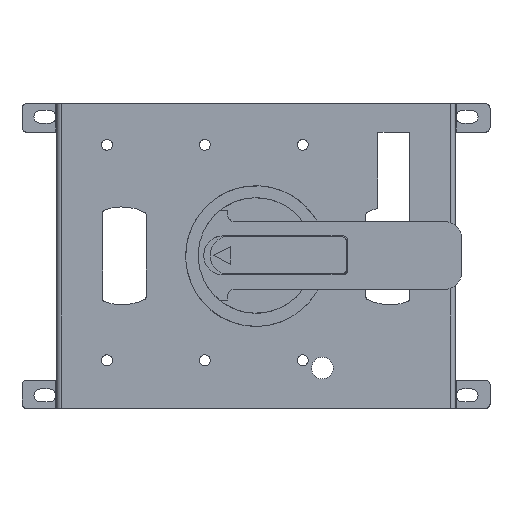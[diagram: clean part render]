
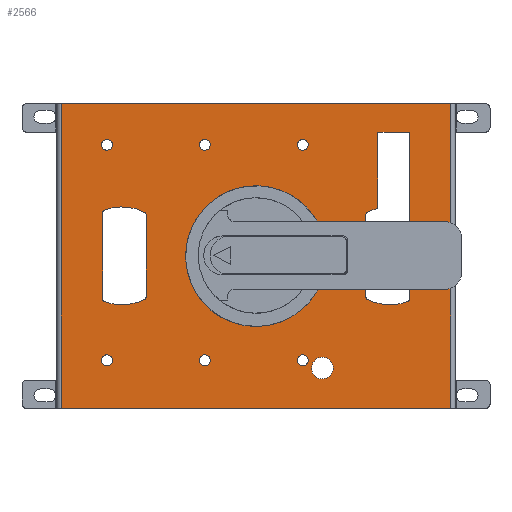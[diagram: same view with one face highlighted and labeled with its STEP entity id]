
A CAD part, top view. The second image highlights one B-rep face of the part: STEP entity #2566.
In plain terms, the highlighted planar face has unit normal (0, 0, 1).
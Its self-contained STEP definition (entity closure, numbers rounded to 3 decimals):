
#889=FACE_BOUND('',#5008,.T.);
#890=FACE_BOUND('',#5009,.T.);
#891=FACE_BOUND('',#5010,.T.);
#892=FACE_BOUND('',#5011,.T.);
#893=FACE_BOUND('',#5012,.T.);
#894=FACE_BOUND('',#5013,.T.);
#895=FACE_BOUND('',#5014,.T.);
#896=FACE_BOUND('',#5015,.T.);
#897=FACE_BOUND('',#5016,.T.);
#898=FACE_BOUND('',#5017,.T.);
#899=FACE_BOUND('',#5018,.T.);
#1652=CIRCLE('',#18351,5.);
#1653=CIRCLE('',#18352,2.5);
#1654=CIRCLE('',#18353,2.5);
#1655=CIRCLE('',#18354,2.5);
#1656=CIRCLE('',#18355,2.5);
#1657=CIRCLE('',#18356,2.5);
#1658=CIRCLE('',#18357,22.5);
#1659=CIRCLE('',#18358,1.);
#1660=CIRCLE('',#18359,1.);
#1661=CIRCLE('',#18360,22.5);
#1662=CIRCLE('',#18361,1.);
#1663=CIRCLE('',#18362,1.);
#1664=CIRCLE('',#18363,12.);
#1665=CIRCLE('',#18364,1.);
#1666=CIRCLE('',#18365,22.5);
#1667=CIRCLE('',#18366,1.);
#1668=CIRCLE('',#18367,1.);
#1669=CIRCLE('',#18368,22.5);
#1670=CIRCLE('',#18369,2.5);
#2566=ADVANCED_FACE('',(#889,#890,#891,#892,#893,#894,#895,#896,#897,#898,
#899),#3323,.T.);
#3323=PLANE('',#18370);
#5008=EDGE_LOOP('',(#8665));
#5009=EDGE_LOOP('',(#8666));
#5010=EDGE_LOOP('',(#8667));
#5011=EDGE_LOOP('',(#8668));
#5012=EDGE_LOOP('',(#8669));
#5013=EDGE_LOOP('',(#8670));
#5014=EDGE_LOOP('',(#8671,#8672,#8673,#8674,#8675,#8676,#8677,#8678));
#5015=EDGE_LOOP('',(#8679));
#5016=EDGE_LOOP('',(#8680,#8681,#8682,#8683));
#5017=EDGE_LOOP('',(#8684,#8685,#8686,#8687,#8688,#8689,#8690,#8691,#8692));
#5018=EDGE_LOOP('',(#8693));
#8665=ORIENTED_EDGE('',*,*,#13805,.F.);
#8666=ORIENTED_EDGE('',*,*,#13806,.F.);
#8667=ORIENTED_EDGE('',*,*,#13807,.F.);
#8668=ORIENTED_EDGE('',*,*,#13808,.F.);
#8669=ORIENTED_EDGE('',*,*,#13809,.T.);
#8670=ORIENTED_EDGE('',*,*,#13810,.F.);
#8671=ORIENTED_EDGE('',*,*,#13811,.T.);
#8672=ORIENTED_EDGE('',*,*,#13812,.T.);
#8673=ORIENTED_EDGE('',*,*,#13813,.T.);
#8674=ORIENTED_EDGE('',*,*,#13814,.T.);
#8675=ORIENTED_EDGE('',*,*,#13815,.T.);
#8676=ORIENTED_EDGE('',*,*,#13816,.T.);
#8677=ORIENTED_EDGE('',*,*,#13817,.T.);
#8678=ORIENTED_EDGE('',*,*,#13818,.T.);
#8679=ORIENTED_EDGE('',*,*,#13819,.F.);
#8680=ORIENTED_EDGE('',*,*,#13820,.F.);
#8681=ORIENTED_EDGE('',*,*,#13821,.T.);
#8682=ORIENTED_EDGE('',*,*,#13822,.T.);
#8683=ORIENTED_EDGE('',*,*,#13823,.T.);
#8684=ORIENTED_EDGE('',*,*,#13824,.F.);
#8685=ORIENTED_EDGE('',*,*,#13825,.T.);
#8686=ORIENTED_EDGE('',*,*,#13826,.T.);
#8687=ORIENTED_EDGE('',*,*,#13827,.T.);
#8688=ORIENTED_EDGE('',*,*,#13828,.T.);
#8689=ORIENTED_EDGE('',*,*,#13829,.T.);
#8690=ORIENTED_EDGE('',*,*,#13830,.T.);
#8691=ORIENTED_EDGE('',*,*,#13831,.T.);
#8692=ORIENTED_EDGE('',*,*,#13832,.F.);
#8693=ORIENTED_EDGE('',*,*,#13833,.T.);
#11650=VERTEX_POINT('',#33409);
#11651=VERTEX_POINT('',#33411);
#11652=VERTEX_POINT('',#33413);
#11653=VERTEX_POINT('',#33415);
#11654=VERTEX_POINT('',#33417);
#11655=VERTEX_POINT('',#33419);
#11656=VERTEX_POINT('',#33421);
#11657=VERTEX_POINT('',#33422);
#11658=VERTEX_POINT('',#33424);
#11659=VERTEX_POINT('',#33426);
#11660=VERTEX_POINT('',#33428);
#11661=VERTEX_POINT('',#33430);
#11662=VERTEX_POINT('',#33432);
#11663=VERTEX_POINT('',#33434);
#11664=VERTEX_POINT('',#33437);
#11665=VERTEX_POINT('',#33439);
#11666=VERTEX_POINT('',#33440);
#11667=VERTEX_POINT('',#33442);
#11668=VERTEX_POINT('',#33444);
#11669=VERTEX_POINT('',#33447);
#11670=VERTEX_POINT('',#33448);
#11671=VERTEX_POINT('',#33450);
#11672=VERTEX_POINT('',#33452);
#11673=VERTEX_POINT('',#33454);
#11674=VERTEX_POINT('',#33456);
#11675=VERTEX_POINT('',#33458);
#11676=VERTEX_POINT('',#33460);
#11677=VERTEX_POINT('',#33462);
#11678=VERTEX_POINT('',#33465);
#13805=EDGE_CURVE('',#11650,#11650,#1652,.T.);
#13806=EDGE_CURVE('',#11651,#11651,#1653,.T.);
#13807=EDGE_CURVE('',#11652,#11652,#1654,.T.);
#13808=EDGE_CURVE('',#11653,#11653,#1655,.T.);
#13809=EDGE_CURVE('',#11654,#11654,#1656,.T.);
#13810=EDGE_CURVE('',#11655,#11655,#1657,.T.);
#13811=EDGE_CURVE('',#11656,#11657,#1658,.T.);
#13812=EDGE_CURVE('',#11657,#11658,#1659,.T.);
#13813=EDGE_CURVE('',#11658,#11659,#15715,.T.);
#13814=EDGE_CURVE('',#11659,#11660,#1660,.T.);
#13815=EDGE_CURVE('',#11660,#11661,#1661,.T.);
#13816=EDGE_CURVE('',#11661,#11662,#1662,.T.);
#13817=EDGE_CURVE('',#11662,#11663,#15716,.T.);
#13818=EDGE_CURVE('',#11663,#11656,#1663,.T.);
#13819=EDGE_CURVE('',#11664,#11664,#1664,.T.);
#13820=EDGE_CURVE('',#11665,#11666,#15717,.T.);
#13821=EDGE_CURVE('',#11665,#11667,#15718,.T.);
#13822=EDGE_CURVE('',#11667,#11668,#15719,.T.);
#13823=EDGE_CURVE('',#11668,#11666,#15720,.T.);
#13824=EDGE_CURVE('',#11669,#11670,#15721,.T.);
#13825=EDGE_CURVE('',#11669,#11671,#15722,.T.);
#13826=EDGE_CURVE('',#11671,#11672,#1665,.T.);
#13827=EDGE_CURVE('',#11672,#11673,#1666,.T.);
#13828=EDGE_CURVE('',#11673,#11674,#1667,.T.);
#13829=EDGE_CURVE('',#11674,#11675,#15723,.T.);
#13830=EDGE_CURVE('',#11675,#11676,#1668,.T.);
#13831=EDGE_CURVE('',#11676,#11677,#1669,.T.);
#13832=EDGE_CURVE('',#11670,#11677,#15724,.T.);
#13833=EDGE_CURVE('',#11678,#11678,#1670,.T.);
#15715=LINE('',#33425,#17054);
#15716=LINE('',#33433,#17055);
#15717=LINE('',#33438,#17056);
#15718=LINE('',#33441,#17057);
#15719=LINE('',#33443,#17058);
#15720=LINE('',#33445,#17059);
#15721=LINE('',#33446,#17060);
#15722=LINE('',#33449,#17061);
#15723=LINE('',#33457,#17062);
#15724=LINE('',#33463,#17063);
#17054=VECTOR('',#21837,1.);
#17055=VECTOR('',#21844,1.);
#17056=VECTOR('',#21849,1.);
#17057=VECTOR('',#21850,1.);
#17058=VECTOR('',#21851,1.);
#17059=VECTOR('',#21852,1.);
#17060=VECTOR('',#21853,1.);
#17061=VECTOR('',#21854,1.);
#17062=VECTOR('',#21861,1.);
#17063=VECTOR('',#21866,1.);
#18351=AXIS2_PLACEMENT_3D('',#33408,#21821,#21822);
#18352=AXIS2_PLACEMENT_3D('',#33410,#21823,#21824);
#18353=AXIS2_PLACEMENT_3D('',#33412,#21825,#21826);
#18354=AXIS2_PLACEMENT_3D('',#33414,#21827,#21828);
#18355=AXIS2_PLACEMENT_3D('',#33416,#21829,#21830);
#18356=AXIS2_PLACEMENT_3D('',#33418,#21831,#21832);
#18357=AXIS2_PLACEMENT_3D('',#33420,#21833,#21834);
#18358=AXIS2_PLACEMENT_3D('',#33423,#21835,#21836);
#18359=AXIS2_PLACEMENT_3D('',#33427,#21838,#21839);
#18360=AXIS2_PLACEMENT_3D('',#33429,#21840,#21841);
#18361=AXIS2_PLACEMENT_3D('',#33431,#21842,#21843);
#18362=AXIS2_PLACEMENT_3D('',#33435,#21845,#21846);
#18363=AXIS2_PLACEMENT_3D('',#33436,#21847,#21848);
#18364=AXIS2_PLACEMENT_3D('',#33451,#21855,#21856);
#18365=AXIS2_PLACEMENT_3D('',#33453,#21857,#21858);
#18366=AXIS2_PLACEMENT_3D('',#33455,#21859,#21860);
#18367=AXIS2_PLACEMENT_3D('',#33459,#21862,#21863);
#18368=AXIS2_PLACEMENT_3D('',#33461,#21864,#21865);
#18369=AXIS2_PLACEMENT_3D('',#33464,#21867,#21868);
#18370=AXIS2_PLACEMENT_3D('',#33466,#21869,#21870);
#21821=DIRECTION('',(0.,0.,1.));
#21822=DIRECTION('',(0.,1.,0.));
#21823=DIRECTION('',(0.,0.,1.));
#21824=DIRECTION('',(0.,1.,0.));
#21825=DIRECTION('',(0.,0.,1.));
#21826=DIRECTION('',(0.,1.,0.));
#21827=DIRECTION('',(0.,0.,1.));
#21828=DIRECTION('',(0.,1.,0.));
#21829=DIRECTION('',(0.,0.,-1.));
#21830=DIRECTION('',(0.,-1.,0.));
#21831=DIRECTION('',(0.,0.,1.));
#21832=DIRECTION('',(0.,1.,0.));
#21833=DIRECTION('',(0.,0.,-1.));
#21834=DIRECTION('',(0.,1.,0.));
#21835=DIRECTION('',(0.,0.,-1.));
#21836=DIRECTION('',(-1.,0.,0.));
#21837=DIRECTION('',(0.,1.,0.));
#21838=DIRECTION('',(0.,0.,-1.));
#21839=DIRECTION('',(-1.,0.,0.));
#21840=DIRECTION('',(0.,0.,-1.));
#21841=DIRECTION('',(0.,1.,0.));
#21842=DIRECTION('',(0.,0.,-1.));
#21843=DIRECTION('',(-1.,0.,0.));
#21844=DIRECTION('',(0.,-1.,0.));
#21845=DIRECTION('',(0.,0.,-1.));
#21846=DIRECTION('',(-1.,0.,0.));
#21847=DIRECTION('',(0.,0.,1.));
#21848=DIRECTION('',(0.,1.,0.));
#21849=DIRECTION('',(-1.,0.,0.));
#21850=DIRECTION('',(0.,1.,0.));
#21851=DIRECTION('',(-1.,0.,0.));
#21852=DIRECTION('',(0.,-1.,0.));
#21853=DIRECTION('',(-1.,0.,0.));
#21854=DIRECTION('',(0.,-1.,0.));
#21855=DIRECTION('',(0.,0.,-1.));
#21856=DIRECTION('',(-1.,0.,0.));
#21857=DIRECTION('',(0.,0.,-1.));
#21858=DIRECTION('',(0.,1.,0.));
#21859=DIRECTION('',(0.,0.,-1.));
#21860=DIRECTION('',(-1.,0.,0.));
#21861=DIRECTION('',(0.,1.,0.));
#21862=DIRECTION('',(0.,0.,-1.));
#21863=DIRECTION('',(-1.,0.,0.));
#21864=DIRECTION('',(0.,0.,-1.));
#21865=DIRECTION('',(0.,1.,0.));
#21866=DIRECTION('',(0.,-1.,0.));
#21867=DIRECTION('',(0.,0.,-1.));
#21868=DIRECTION('',(0.,-1.,0.));
#21869=DIRECTION('',(0.,0.,1.));
#21870=DIRECTION('',(1.,0.,0.));
#33408=CARTESIAN_POINT('',(123.,135.45,185.));
#33409=CARTESIAN_POINT('',(123.,140.45,185.));
#33410=CARTESIAN_POINT('',(69.,238.,185.));
#33411=CARTESIAN_POINT('',(69.,240.5,185.));
#33412=CARTESIAN_POINT('',(24.,139.,185.));
#33413=CARTESIAN_POINT('',(24.,141.5,185.));
#33414=CARTESIAN_POINT('',(114.,238.,185.));
#33415=CARTESIAN_POINT('',(114.,240.5,185.));
#33416=CARTESIAN_POINT('',(114.,139.,185.));
#33417=CARTESIAN_POINT('',(114.,136.5,185.));
#33418=CARTESIAN_POINT('',(24.,238.,185.));
#33419=CARTESIAN_POINT('',(24.,240.5,185.));
#33420=CARTESIAN_POINT('',(31.,187.,185.));
#33421=CARTESIAN_POINT('',(41.465,167.082,185.));
#33422=CARTESIAN_POINT('',(22.628,166.116,185.));
#33423=CARTESIAN_POINT('',(23.,167.044,185.));
#33424=CARTESIAN_POINT('',(22.,167.044,185.));
#33425=CARTESIAN_POINT('',(22.,166.844,185.));
#33426=CARTESIAN_POINT('',(22.,206.956,185.));
#33427=CARTESIAN_POINT('',(23.,206.956,185.));
#33428=CARTESIAN_POINT('',(22.628,207.884,185.));
#33429=CARTESIAN_POINT('',(31.,187.,185.));
#33430=CARTESIAN_POINT('',(41.465,206.918,185.));
#33431=CARTESIAN_POINT('',(41.,206.033,185.));
#33432=CARTESIAN_POINT('',(42.,206.033,185.));
#33433=CARTESIAN_POINT('',(42.,207.156,185.));
#33434=CARTESIAN_POINT('',(42.,167.967,185.));
#33435=CARTESIAN_POINT('',(41.,167.967,185.));
#33436=CARTESIAN_POINT('',(92.5,187.,185.));
#33437=CARTESIAN_POINT('',(92.5,199.,185.));
#33438=CARTESIAN_POINT('',(185.,117.,185.));
#33439=CARTESIAN_POINT('',(182.,117.,185.));
#33440=CARTESIAN_POINT('',(3.,117.,185.));
#33441=CARTESIAN_POINT('',(182.,72.,185.));
#33442=CARTESIAN_POINT('',(182.,257.,185.));
#33443=CARTESIAN_POINT('',(185.,257.,185.));
#33444=CARTESIAN_POINT('',(3.,257.,185.));
#33445=CARTESIAN_POINT('',(3.,72.,185.));
#33446=CARTESIAN_POINT('',(156.,243.7,185.));
#33447=CARTESIAN_POINT('',(163.,243.7,185.));
#33448=CARTESIAN_POINT('',(148.5,243.7,185.));
#33449=CARTESIAN_POINT('',(163.,207.156,185.));
#33450=CARTESIAN_POINT('',(163.,167.044,185.));
#33451=CARTESIAN_POINT('',(162.,167.044,185.));
#33452=CARTESIAN_POINT('',(162.372,166.116,185.));
#33453=CARTESIAN_POINT('',(154.,187.,185.));
#33454=CARTESIAN_POINT('',(143.535,167.082,185.));
#33455=CARTESIAN_POINT('',(144.,167.967,185.));
#33456=CARTESIAN_POINT('',(143.,167.967,185.));
#33457=CARTESIAN_POINT('',(143.,166.844,185.));
#33458=CARTESIAN_POINT('',(143.,206.033,185.));
#33459=CARTESIAN_POINT('',(144.,206.033,185.));
#33460=CARTESIAN_POINT('',(143.535,206.918,185.));
#33461=CARTESIAN_POINT('',(154.,187.,185.));
#33462=CARTESIAN_POINT('',(148.5,208.817,185.));
#33463=CARTESIAN_POINT('',(148.5,231.,185.));
#33464=CARTESIAN_POINT('',(69.,139.,185.));
#33465=CARTESIAN_POINT('',(69.,136.5,185.));
#33466=CARTESIAN_POINT('',(159.,238.,185.));
